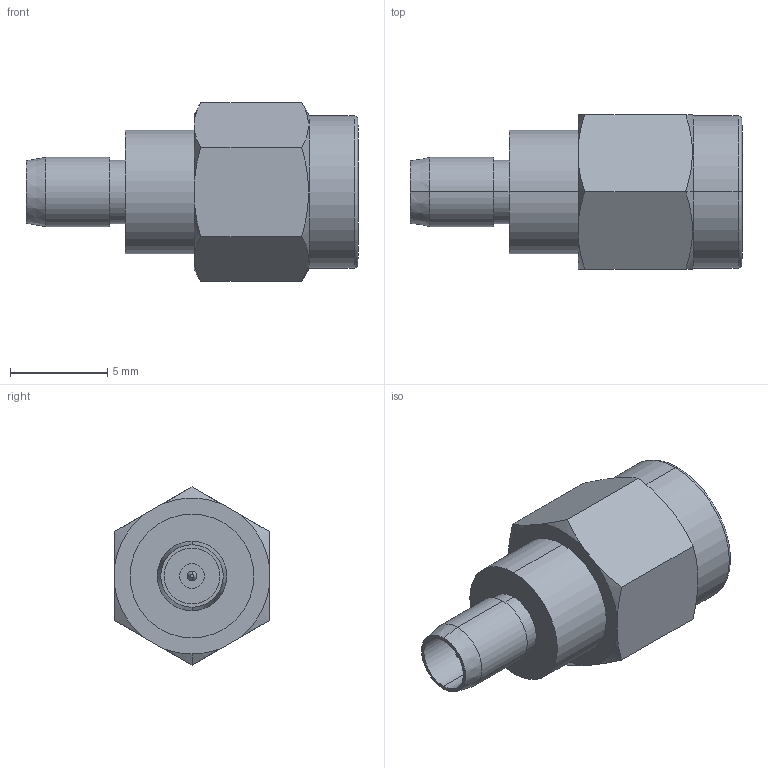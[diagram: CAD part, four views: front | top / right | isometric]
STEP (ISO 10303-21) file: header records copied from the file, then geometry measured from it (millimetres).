
FILE_DESCRIPTION (( 'STEP AP214' ), '1' );
FILE_NAME ('FMAD10005_3D.step', '2024-05-23T14:57:39', ( '' ), ( '' ), 'SwSTEP 2.0', 'SolidWorks 2022', '' );
FILE_SCHEMA (( 'AUTOMOTIVE_DESIGN' ));
Length unit declared in the file: millimetre
Products named in the file (1): FMAD10005_3D
Bounding box: 17.03 x 7.92 x 9.15 mm (x, y, z)
Volume: 465.2 mm3; surface area: 663.9 mm2
Topology: 1 solids, 1 shells, 91 faces, 209 edges, 133 vertices
Faces by surface type: cylinder 42, plane 22, cone 21, torus 4, bspline 2
Entity records: 3953 total; most frequent: CARTESIAN_POINT 1695, DIRECTION 419, ORIENTED_EDGE 418, EDGE_CURVE 209, AXIS2_PLACEMENT_3D 175, VERTEX_POINT 133, EDGE_LOOP 104, FACE_OUTER_BOUND 91
